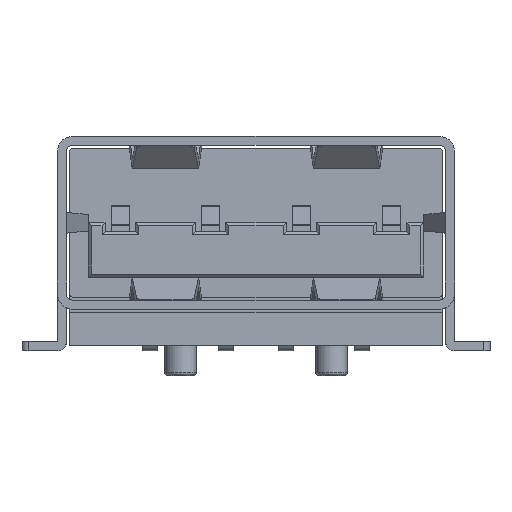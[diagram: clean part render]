
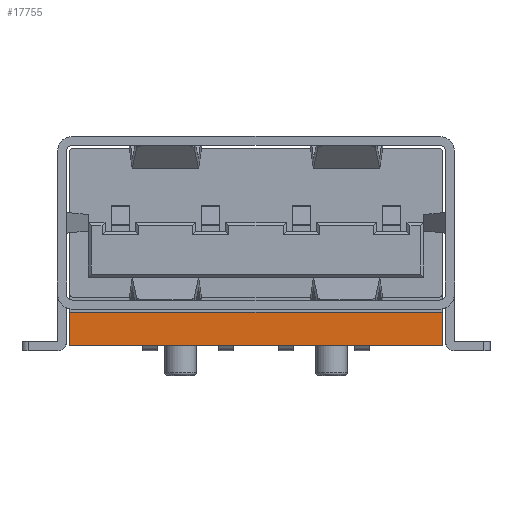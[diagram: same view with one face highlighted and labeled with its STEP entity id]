
A CAD part, front view. The second image highlights one B-rep face of the part: STEP entity #17755.
In plain terms, the highlighted planar face has unit normal (0, -1, 0).
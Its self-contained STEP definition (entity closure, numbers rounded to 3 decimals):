
#785 = CARTESIAN_POINT ( 'NONE',  ( -6.175, -2.1, -2.96 ) ) ;
#1554 = ORIENTED_EDGE ( 'NONE', *, *, #20809, .T. ) ;
#4410 = EDGE_CURVE ( 'NONE', #32372, #9262, #22626, .T. ) ;
#5050 = EDGE_LOOP ( 'NONE', ( #30190, #26813, #1554, #22247 ) ) ;
#6061 = LINE ( 'NONE', #31776, #23018 ) ;
#7627 = DIRECTION ( 'NONE',  ( -1., 0., 0. ) ) ;
#9262 = VERTEX_POINT ( 'NONE', #785 ) ;
#9915 = DIRECTION ( 'NONE',  ( 1., 0., 0. ) ) ;
#10634 = PLANE ( 'NONE',  #25968 ) ;
#11596 = CARTESIAN_POINT ( 'NONE',  ( -6.175, -2.1, -4.06 ) ) ;
#11706 = VERTEX_POINT ( 'NONE', #11596 ) ;
#12062 = VERTEX_POINT ( 'NONE', #32412 ) ;
#12233 = LINE ( 'NONE', #29846, #31312 ) ;
#12744 = CARTESIAN_POINT ( 'NONE',  ( -6.175, -2.1, -2.96 ) ) ;
#15734 = CARTESIAN_POINT ( 'NONE',  ( 0., -2.1, 0. ) ) ;
#16585 = LINE ( 'NONE', #23999, #28076 ) ;
#16991 = VECTOR ( 'NONE', #7627, 1000. ) ;
#17755 = ADVANCED_FACE ( 'NONE', ( #18352 ), #10634, .F. ) ;
#18352 = FACE_OUTER_BOUND ( 'NONE', #5050, .T. ) ;
#19821 = EDGE_CURVE ( 'NONE', #11706, #12062, #12233, .T. ) ;
#20809 = EDGE_CURVE ( 'NONE', #12062, #32372, #6061, .T. ) ;
#21690 = DIRECTION ( 'NONE',  ( 0., 0., -1. ) ) ;
#22247 = ORIENTED_EDGE ( 'NONE', *, *, #4410, .T. ) ;
#22626 = LINE ( 'NONE', #12744, #16991 ) ;
#23018 = VECTOR ( 'NONE', #28850, 1000. ) ;
#23999 = CARTESIAN_POINT ( 'NONE',  ( -6.175, -2.1, -4.06 ) ) ;
#25787 = DIRECTION ( 'NONE',  ( 0., 1., 0. ) ) ;
#25968 = AXIS2_PLACEMENT_3D ( 'NONE', #15734, #25787, #31365 ) ;
#26813 = ORIENTED_EDGE ( 'NONE', *, *, #19821, .T. ) ;
#28076 = VECTOR ( 'NONE', #21690, 1000. ) ;
#28670 = EDGE_CURVE ( 'NONE', #9262, #11706, #16585, .T. ) ;
#28850 = DIRECTION ( 'NONE',  ( 0., 0., 1. ) ) ;
#29846 = CARTESIAN_POINT ( 'NONE',  ( -6.175, -2.1, -4.06 ) ) ;
#30190 = ORIENTED_EDGE ( 'NONE', *, *, #28670, .T. ) ;
#31312 = VECTOR ( 'NONE', #9915, 1000. ) ;
#31365 = DIRECTION ( 'NONE',  ( 0., 0., 1. ) ) ;
#31776 = CARTESIAN_POINT ( 'NONE',  ( 6.175, -2.1, -4.06 ) ) ;
#32372 = VERTEX_POINT ( 'NONE', #32633 ) ;
#32412 = CARTESIAN_POINT ( 'NONE',  ( 6.175, -2.1, -4.06 ) ) ;
#32633 = CARTESIAN_POINT ( 'NONE',  ( 6.175, -2.1, -2.96 ) ) ;
